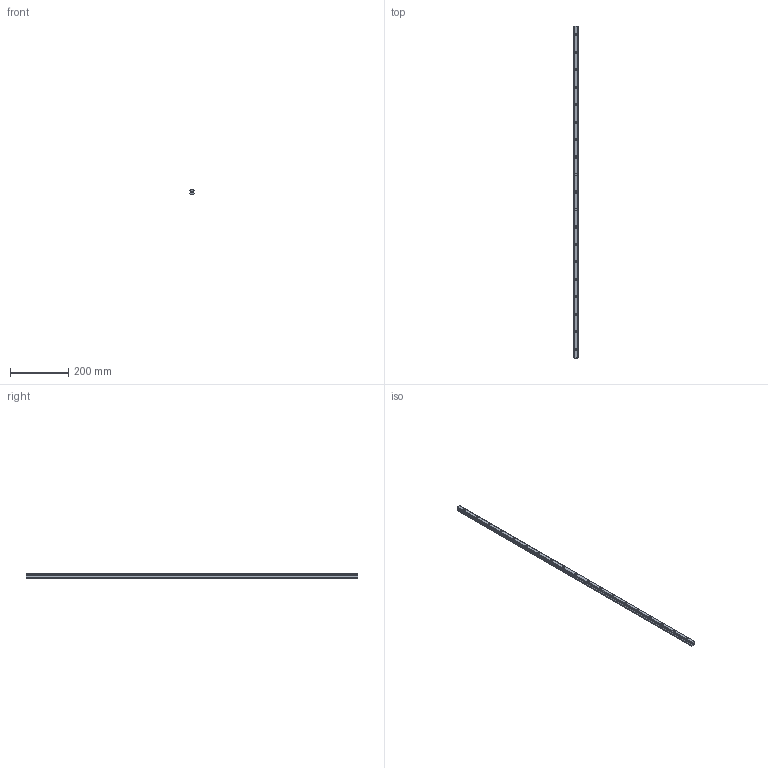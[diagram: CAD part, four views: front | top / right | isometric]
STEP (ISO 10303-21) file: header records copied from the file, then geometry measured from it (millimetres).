
FILE_DESCRIPTION(('STEP AP214'),'1');
FILE_NAME('cctmp_D5D8BF37-6D54-479D-9D2F-8F0D8FF90689_2020_4_23_10_38_15_439..stp','2020-04-23T08:38:15',('HIWIN GmbH'),('CADClick - www.CADClick.com'),'Spatial InterOp 3D',' ','unknown authorization');
FILE_SCHEMA(('AUTOMOTIVE_DESIGN'));
Length unit declared in the file: millimetre
Products named in the file (1): HGR15R1140H_FILE
Bounding box: 15 x 1140 x 15 mm (x, y, z)
Volume: 209454.7 mm3; surface area: 76127.8 mm2
Topology: 1 solids, 1 shells, 286 faces, 669 edges, 446 vertices
Faces by surface type: plane 146, cylinder 140
Entity records: 10585 total; most frequent: DIRECTION 1523, CARTESIAN_POINT 1402, ORIENTED_EDGE 1338, EDGE_CURVE 669, AXIS2_PLACEMENT_3D 567, VERTEX_POINT 446, LINE 389, VECTOR 389
